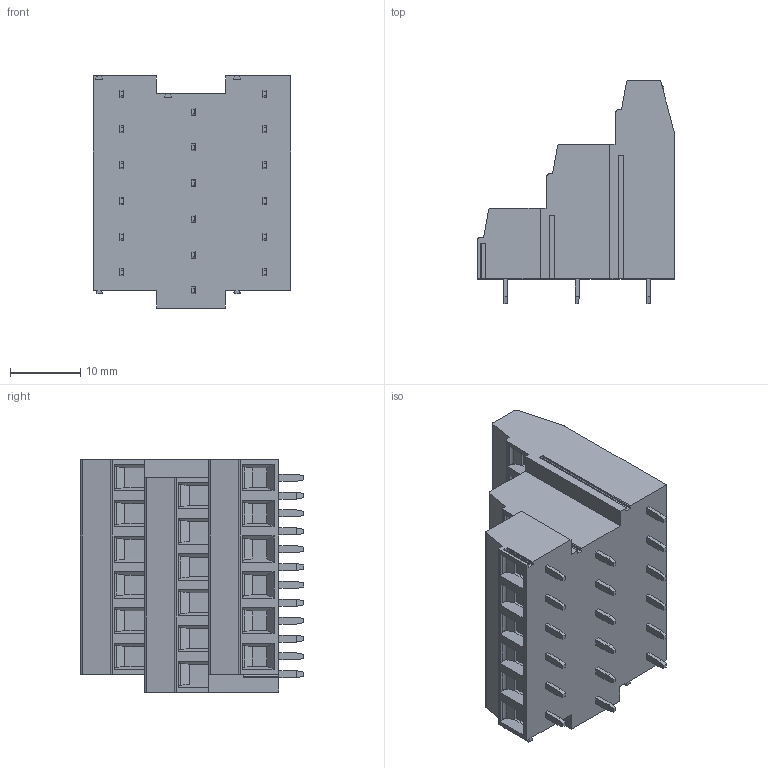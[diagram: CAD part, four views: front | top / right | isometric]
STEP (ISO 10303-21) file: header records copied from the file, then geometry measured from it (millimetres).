
FILE_DESCRIPTION((''),'2;1');
FILE_NAME('TL332VH3-XXP-XS','2025-01-17T',('yanfa'),(''),'PRO/ENGINEER BY PARAMETRIC TECHNOLOGY CORPORATION, 2009280','PRO/ENGINEER BY PARAMETRIC TECHNOLOGY CORPORATION, 2009280','');
FILE_SCHEMA(('AUTOMOTIVE_DESIGN_CC2 { 1 2 10303 214 -1 1 5 2 }'));
Length unit declared in the file: millimetre
Products named in the file (1): TL332VH3-XXP-XS
Bounding box: 28.1 x 31.7 x 33.02 mm (x, y, z)
Volume: 14652.8 mm3; surface area: 5552.1 mm2
Topology: 1 solids, 1 shells, 811 faces, 2057 edges, 1304 vertices
Faces by surface type: plane 473, cylinder 208, cone 88, torus 36, sphere 6
Entity records: 24602 total; most frequent: CARTESIAN_POINT 4856, ORIENTED_EDGE 4114, DIRECTION 4075, EDGE_CURVE 2057, VECTOR 1433, LINE 1433, AXIS2_PLACEMENT_3D 1321, VERTEX_POINT 1304
